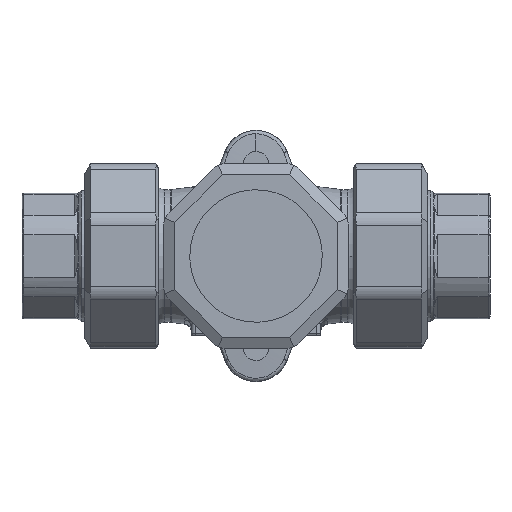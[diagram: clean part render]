
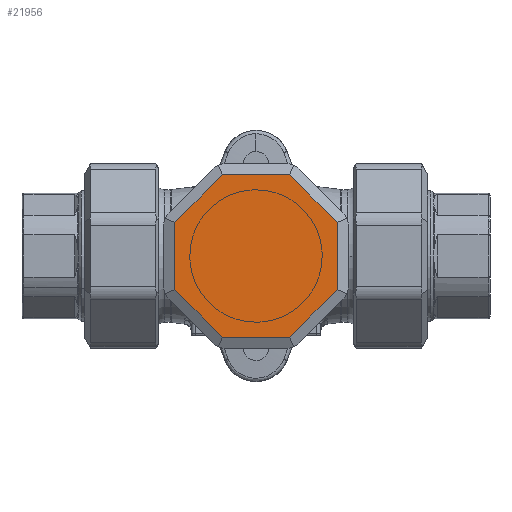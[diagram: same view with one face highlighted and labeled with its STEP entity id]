
A CAD part, front view. The second image highlights one B-rep face of the part: STEP entity #21956.
In plain terms, the highlighted planar face has unit normal (0, -1, 0).
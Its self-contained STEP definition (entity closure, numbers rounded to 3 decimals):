
#3318 = CARTESIAN_POINT ( 'NONE',  ( 9.14, -53.031, -22.066 ) ) ;
#5684 = VERTEX_POINT ( 'NONE', #3318 ) ;
#12043 = CARTESIAN_POINT ( 'NONE',  ( 9.14, -53.031, 22.066 ) ) ;
#12295 = CARTESIAN_POINT ( 'NONE',  ( -22.066, -53.031, 9.14 ) ) ;
#12302 = CARTESIAN_POINT ( 'NONE',  ( 22.066, -53.031, 9.14 ) ) ;
#12306 = CARTESIAN_POINT ( 'NONE',  ( -22.066, -53.031, -9.14 ) ) ;
#12308 = CARTESIAN_POINT ( 'NONE',  ( -9.14, -53.031, 22.066 ) ) ;
#12312 = CARTESIAN_POINT ( 'NONE',  ( -9.14, -53.031, -22.066 ) ) ;
#12314 = CARTESIAN_POINT ( 'NONE',  ( 22.066, -53.031, -9.14 ) ) ;
#16307 = EDGE_LOOP ( 'NONE', ( #27123, #27124, #27125, #27141, #27142, #27143, #27144, #27015 ) ) ;
#16622 = VERTEX_POINT ( 'NONE', #12043 ) ;
#16762 = VERTEX_POINT ( 'NONE', #12295 ) ;
#16767 = VERTEX_POINT ( 'NONE', #12302 ) ;
#16769 = VERTEX_POINT ( 'NONE', #12306 ) ;
#16770 = VERTEX_POINT ( 'NONE', #12308 ) ;
#16772 = VERTEX_POINT ( 'NONE', #12312 ) ;
#16773 = VERTEX_POINT ( 'NONE', #12314 ) ;
#21956 = ADVANCED_FACE ( 'NONE', ( #30504 ), #30511, .F. ) ;
#21962 = EDGE_CURVE ( 'NONE', #16772, #5684, #30547, .T. ) ;
#21967 = EDGE_CURVE ( 'NONE', #16769, #16772, #30572, .T. ) ;
#21973 = EDGE_CURVE ( 'NONE', #5684, #16773, #30602, .T. ) ;
#21976 = EDGE_CURVE ( 'NONE', #16762, #16769, #30601, .T. ) ;
#21983 = EDGE_CURVE ( 'NONE', #16773, #16767, #30662, .T. ) ;
#21986 = EDGE_CURVE ( 'NONE', #16770, #16762, #30682, .T. ) ;
#21992 = EDGE_CURVE ( 'NONE', #16767, #16622, #30691, .T. ) ;
#21996 = EDGE_CURVE ( 'NONE', #16622, #16770, #30733, .T. ) ;
#27015 = ORIENTED_EDGE ( 'NONE', *, *, #21976, .T. ) ;
#27123 = ORIENTED_EDGE ( 'NONE', *, *, #21967, .T. ) ;
#27124 = ORIENTED_EDGE ( 'NONE', *, *, #21962, .T. ) ;
#27125 = ORIENTED_EDGE ( 'NONE', *, *, #21973, .T. ) ;
#27141 = ORIENTED_EDGE ( 'NONE', *, *, #21983, .T. ) ;
#27142 = ORIENTED_EDGE ( 'NONE', *, *, #21992, .T. ) ;
#27143 = ORIENTED_EDGE ( 'NONE', *, *, #21996, .T. ) ;
#27144 = ORIENTED_EDGE ( 'NONE', *, *, #21986, .T. ) ;
#29010 = VECTOR ( 'NONE', #30574, 1000. ) ;
#29026 = VECTOR ( 'NONE', #30549, 1000. ) ;
#29034 = AXIS2_PLACEMENT_3D ( 'NONE', #30512, #30513, #30514 ) ;
#30063 = VECTOR ( 'NONE', #30664, 1000. ) ;
#30068 = VECTOR ( 'NONE', #30712, 1000. ) ;
#30083 = VECTOR ( 'NONE', #30735, 1000. ) ;
#30097 = VECTOR ( 'NONE', #30622, 1000. ) ;
#30102 = VECTOR ( 'NONE', #30604, 1000. ) ;
#30162 = VECTOR ( 'NONE', #30684, 1000. ) ;
#30504 = FACE_OUTER_BOUND ( 'NONE', #16307, .T. ) ;
#30511 = PLANE ( 'NONE',  #29034 ) ;
#30512 = CARTESIAN_POINT ( 'NONE',  ( 0., -53.031, -35.461 ) ) ;
#30513 = DIRECTION ( 'NONE',  ( 0., 1., 0. ) ) ;
#30514 = DIRECTION ( 'NONE',  ( -0.383, 0., 0.924 ) ) ;
#30547 = LINE ( 'NONE', #30548, #29026 ) ;
#30548 = CARTESIAN_POINT ( 'NONE',  ( 0., -53.031, -22.066 ) ) ;
#30549 = DIRECTION ( 'NONE',  ( 1., 0., 0. ) ) ;
#30572 = LINE ( 'NONE', #30573, #29010 ) ;
#30573 = CARTESIAN_POINT ( 'NONE',  ( 2.128, -53.031, -33.334 ) ) ;
#30574 = DIRECTION ( 'NONE',  ( 0.707, 0., -0.707 ) ) ;
#30601 = LINE ( 'NONE', #30621, #30097 ) ;
#30602 = LINE ( 'NONE', #30603, #30102 ) ;
#30603 = CARTESIAN_POINT ( 'NONE',  ( -2.128, -53.031, -33.334 ) ) ;
#30604 = DIRECTION ( 'NONE',  ( 0.707, 0., 0.707 ) ) ;
#30621 = CARTESIAN_POINT ( 'NONE',  ( -22.066, -53.031, -35.461 ) ) ;
#30622 = DIRECTION ( 'NONE',  ( 0., 0., -1. ) ) ;
#30662 = LINE ( 'NONE', #30663, #30063 ) ;
#30663 = CARTESIAN_POINT ( 'NONE',  ( 22.066, -53.031, -35.461 ) ) ;
#30664 = DIRECTION ( 'NONE',  ( 0., 0., 1. ) ) ;
#30682 = LINE ( 'NONE', #30683, #30162 ) ;
#30683 = CARTESIAN_POINT ( 'NONE',  ( -33.334, -53.031, -2.128 ) ) ;
#30684 = DIRECTION ( 'NONE',  ( -0.707, 0., -0.707 ) ) ;
#30691 = LINE ( 'NONE', #30711, #30068 ) ;
#30711 = CARTESIAN_POINT ( 'NONE',  ( 33.334, -53.031, -2.128 ) ) ;
#30712 = DIRECTION ( 'NONE',  ( -0.707, 0., 0.707 ) ) ;
#30733 = LINE ( 'NONE', #30734, #30083 ) ;
#30734 = CARTESIAN_POINT ( 'NONE',  ( 0., -53.031, 22.066 ) ) ;
#30735 = DIRECTION ( 'NONE',  ( -1., 0., 0. ) ) ;
